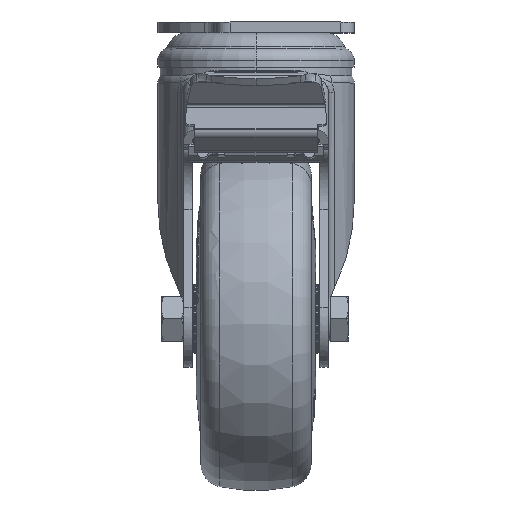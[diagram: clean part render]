
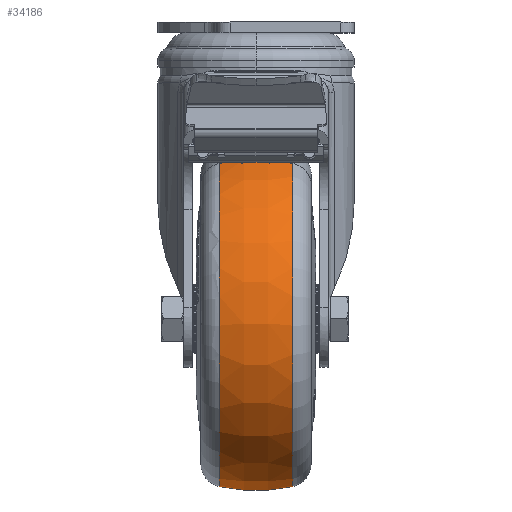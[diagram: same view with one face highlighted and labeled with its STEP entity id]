
A CAD part, top view. The second image highlights one B-rep face of the part: STEP entity #34186.
In plain terms, the highlighted toroidal (fillet/blend) face has major radius 5 mm and minor radius 45 mm.
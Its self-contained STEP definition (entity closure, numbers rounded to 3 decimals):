
#3069 = CARTESIAN_POINT ( 'NONE',  ( -10.658, 0., 0. ) ) ;
#8871 = CARTESIAN_POINT ( 'NONE',  ( -10.658, 0., 48.72 ) ) ;
#9531 = DIRECTION ( 'NONE',  ( 1., 0., 0. ) ) ;
#13706 = EDGE_CURVE ( 'NONE', #83043, #135532, #120695, .T. ) ;
#13986 = DIRECTION ( 'NONE',  ( 0., 0., -1. ) ) ;
#14139 = CARTESIAN_POINT ( 'NONE',  ( -10.658, 0., -48.72 ) ) ;
#24817 = CIRCLE ( 'NONE', #110170, 48.72 ) ;
#24974 = TOROIDAL_SURFACE ( 'NONE', #26905, 5., 45. ) ;
#26275 = DIRECTION ( 'NONE',  ( 0., 0., -1. ) ) ;
#26905 = AXIS2_PLACEMENT_3D ( 'NONE', #101254, #91320, #26275 ) ;
#27126 = CIRCLE ( 'NONE', #134287, 45. ) ;
#34186 = ADVANCED_FACE ( 'NONE', ( #64111 ), #24974, .T. ) ;
#38101 = ORIENTED_EDGE ( 'NONE', *, *, #67362, .T. ) ;
#38918 = VERTEX_POINT ( 'NONE', #14139 ) ;
#42525 = AXIS2_PLACEMENT_3D ( 'NONE', #123645, #58798, #134464 ) ;
#58798 = DIRECTION ( 'NONE',  ( -1., 0., 0. ) ) ;
#60768 = DIRECTION ( 'NONE',  ( 0., 1., 0. ) ) ;
#63462 = CARTESIAN_POINT ( 'NONE',  ( 10.658, 0., 48.72 ) ) ;
#64111 = FACE_OUTER_BOUND ( 'NONE', #79576, .T. ) ;
#67362 = EDGE_CURVE ( 'NONE', #38918, #83043, #24817, .T. ) ;
#68889 = ORIENTED_EDGE ( 'NONE', *, *, #13706, .T. ) ;
#73599 = EDGE_CURVE ( 'NONE', #38918, #93201, #27126, .T. ) ;
#74592 = DIRECTION ( 'NONE',  ( 0., -1., 0. ) ) ;
#79043 = DIRECTION ( 'NONE',  ( 1., 0., 0. ) ) ;
#79576 = EDGE_LOOP ( 'NONE', ( #38101, #68889, #117895, #115847 ) ) ;
#83043 = VERTEX_POINT ( 'NONE', #8871 ) ;
#91320 = DIRECTION ( 'NONE',  ( 1., 0., 0. ) ) ;
#93201 = VERTEX_POINT ( 'NONE', #128471 ) ;
#100036 = CIRCLE ( 'NONE', #42525, 48.72 ) ;
#101254 = CARTESIAN_POINT ( 'NONE',  ( 0., 0., 0. ) ) ;
#110170 = AXIS2_PLACEMENT_3D ( 'NONE', #3069, #79043, #13986 ) ;
#115847 = ORIENTED_EDGE ( 'NONE', *, *, #73599, .F. ) ;
#117895 = ORIENTED_EDGE ( 'NONE', *, *, #137096, .T. ) ;
#120695 = CIRCLE ( 'NONE', #133804, 45. ) ;
#123645 = CARTESIAN_POINT ( 'NONE',  ( 10.658, 0., 0. ) ) ;
#125606 = CARTESIAN_POINT ( 'NONE',  ( 0., 0., 5. ) ) ;
#128471 = CARTESIAN_POINT ( 'NONE',  ( 10.658, 0., -48.72 ) ) ;
#133804 = AXIS2_PLACEMENT_3D ( 'NONE', #125606, #60768, #136404 ) ;
#134287 = AXIS2_PLACEMENT_3D ( 'NONE', #139229, #74592, #9531 ) ;
#134464 = DIRECTION ( 'NONE',  ( 0., 0., 1. ) ) ;
#135532 = VERTEX_POINT ( 'NONE', #63462 ) ;
#136404 = DIRECTION ( 'NONE',  ( 0., 0., 1. ) ) ;
#137096 = EDGE_CURVE ( 'NONE', #135532, #93201, #100036, .T. ) ;
#139229 = CARTESIAN_POINT ( 'NONE',  ( 0., 0., -5. ) ) ;
